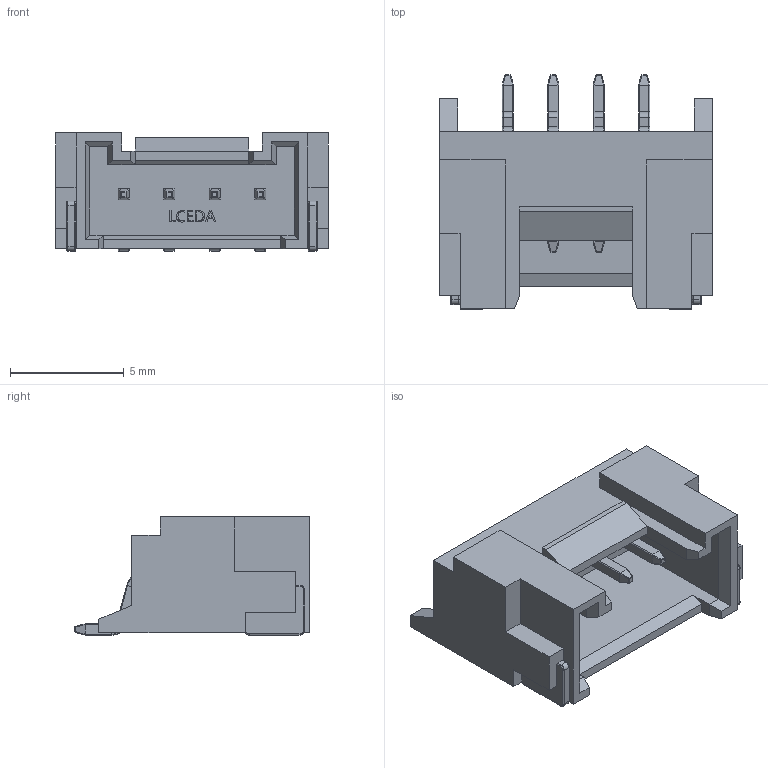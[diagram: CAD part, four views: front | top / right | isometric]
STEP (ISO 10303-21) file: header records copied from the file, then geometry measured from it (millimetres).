
FILE_DESCRIPTION (( 'STEP AP214' ), '1' );
FILE_NAME ('3D_PCB1_2025-05-14(1).STEP', '2025-05-14T07:59:27', ( '' ), ( '' ), 'SwSTEP 2.0', 'SolidWorks 2022', '' );
FILE_SCHEMA (( 'AUTOMOTIVE_DESIGN' ));
Length unit declared in the file: millimetre
Products named in the file (3): CONN-SMD_HY2.0-4P~CONN-SMD_HY2.00-WS-4P~jWpV.step; 3D_PCB1_2025-05-14(1); CN1~CONN-SMD_HY2.0-4P~CONN-SMD_HY2.00-WS-4P~jWpV.step
Assembly tree (2 placements, depth 3):
  3D_PCB1_2025-05-14(1)
    CN1~CONN-SMD_HY2.0-4P~CONN-SMD_HY2.00-WS-4P~jWpV.step
      CONN-SMD_HY2.0-4P~CONN-SMD_HY2.00-WS-4P~jWpV.step
Bounding box: 12 x 10.3 x 5.2 mm (x, y, z)
Volume: 229.9 mm3; surface area: 607.4 mm2
Topology: 14 solids, 14 shells, 713 faces, 1782 edges, 1112 vertices
Faces by surface type: plane 379, cylinder 146, bspline 112, torus 44, sphere 32
Entity records: 23947 total; most frequent: CARTESIAN_POINT 6029, ORIENTED_EDGE 3564, DIRECTION 2956, EDGE_CURVE 1782, LINE 1166, VECTOR 1166, VERTEX_POINT 1112, AXIS2_PLACEMENT_3D 895
